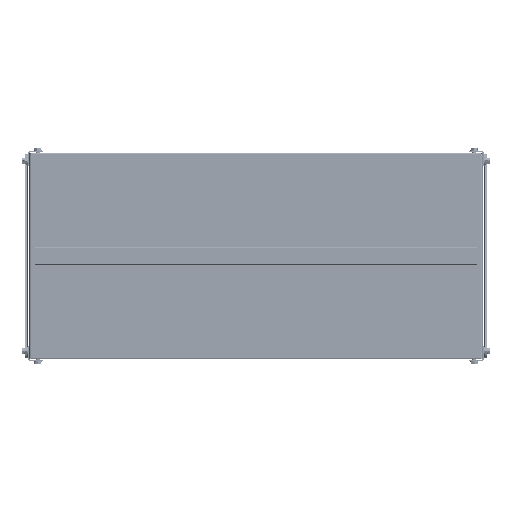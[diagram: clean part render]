
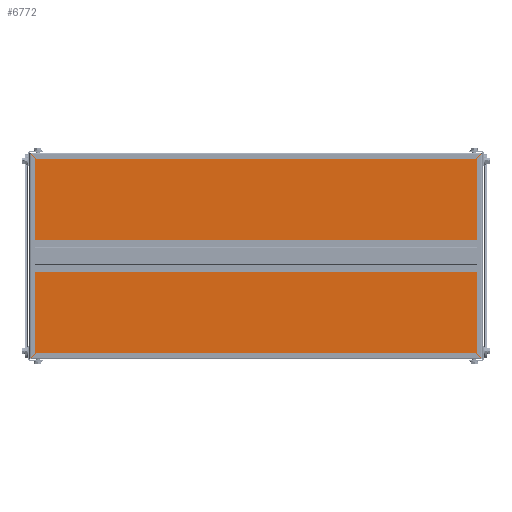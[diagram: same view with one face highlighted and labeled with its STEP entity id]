
A CAD part, front view. The second image highlights one B-rep face of the part: STEP entity #6772.
In plain terms, the highlighted planar face has unit normal (0, -1, 0).
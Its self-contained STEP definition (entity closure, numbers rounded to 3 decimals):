
#98 = VERTEX_POINT ( 'NONE', #2411 ) ;
#118 = ORIENTED_EDGE ( 'NONE', *, *, #5848, .F. ) ;
#484 = EDGE_CURVE ( 'NONE', #98, #3211, #3583, .T. ) ;
#917 = VECTOR ( 'NONE', #9386, 1000. ) ;
#1056 = CARTESIAN_POINT ( 'NONE',  ( 458.233, -1.06, -207.88 ) ) ;
#1096 = CARTESIAN_POINT ( 'NONE',  ( -457.88, -1.06, 207.88 ) ) ;
#1113 = VECTOR ( 'NONE', #4767, 1000. ) ;
#1315 = CARTESIAN_POINT ( 'NONE',  ( 0., -1.06, 0. ) ) ;
#1342 = VERTEX_POINT ( 'NONE', #6323 ) ;
#1353 = ORIENTED_EDGE ( 'NONE', *, *, #10547, .F. ) ;
#2149 = DIRECTION ( 'NONE',  ( 0., 0., 1. ) ) ;
#2299 = CARTESIAN_POINT ( 'NONE',  ( 457.88, -1.06, 208.233 ) ) ;
#2411 = CARTESIAN_POINT ( 'NONE',  ( -457.88, -1.06, -207.88 ) ) ;
#2722 = VECTOR ( 'NONE', #4821, 1000. ) ;
#3123 = LINE ( 'NONE', #1056, #917 ) ;
#3211 = VERTEX_POINT ( 'NONE', #1096 ) ;
#3583 = LINE ( 'NONE', #6424, #1113 ) ;
#4767 = DIRECTION ( 'NONE',  ( 0., 0., 1. ) ) ;
#4821 = DIRECTION ( 'NONE',  ( 0., 0., -1. ) ) ;
#4942 = LINE ( 'NONE', #2299, #2722 ) ;
#5072 = VECTOR ( 'NONE', #6502, 1000. ) ;
#5848 = EDGE_CURVE ( 'NONE', #10247, #98, #3123, .T. ) ;
#6280 = EDGE_CURVE ( 'NONE', #1342, #10247, #4942, .T. ) ;
#6323 = CARTESIAN_POINT ( 'NONE',  ( 457.88, -1.06, 207.88 ) ) ;
#6424 = CARTESIAN_POINT ( 'NONE',  ( -457.88, -1.06, -208.233 ) ) ;
#6502 = DIRECTION ( 'NONE',  ( 1., 0., 0. ) ) ;
#6598 = CARTESIAN_POINT ( 'NONE',  ( 457.88, -1.06, -207.88 ) ) ;
#6772 = ADVANCED_FACE ( 'NONE', ( #7923 ), #7929, .F. ) ;
#6850 = ORIENTED_EDGE ( 'NONE', *, *, #484, .F. ) ;
#7009 = ORIENTED_EDGE ( 'NONE', *, *, #6280, .F. ) ;
#7134 = DIRECTION ( 'NONE',  ( 0., 1., 0. ) ) ;
#7140 = AXIS2_PLACEMENT_3D ( 'NONE', #1315, #7134, #2149 ) ;
#7923 = FACE_OUTER_BOUND ( 'NONE', #8675, .T. ) ;
#7929 = PLANE ( 'NONE',  #7140 ) ;
#8675 = EDGE_LOOP ( 'NONE', ( #6850, #118, #7009, #1353 ) ) ;
#9386 = DIRECTION ( 'NONE',  ( -1., 0., 0. ) ) ;
#9514 = LINE ( 'NONE', #9878, #5072 ) ;
#9878 = CARTESIAN_POINT ( 'NONE',  ( -458.233, -1.06, 207.88 ) ) ;
#10247 = VERTEX_POINT ( 'NONE', #6598 ) ;
#10547 = EDGE_CURVE ( 'NONE', #3211, #1342, #9514, .T. ) ;
